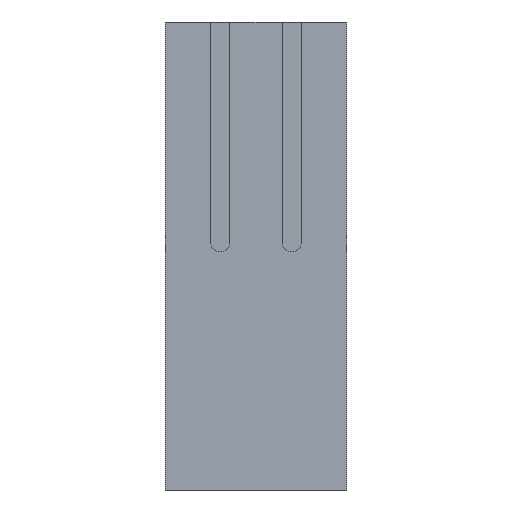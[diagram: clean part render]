
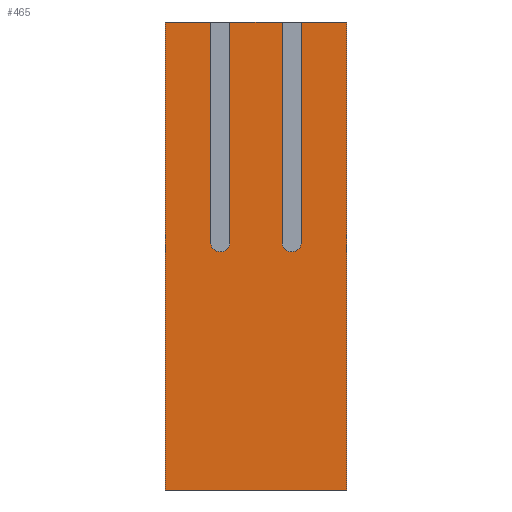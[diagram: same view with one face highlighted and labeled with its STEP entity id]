
A CAD part, left-side view. The second image highlights one B-rep face of the part: STEP entity #465.
In plain terms, the highlighted planar face has unit normal (-1, 0, 0).
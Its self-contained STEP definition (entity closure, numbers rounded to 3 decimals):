
#15=CIRCLE('',#486,1.75);
#17=CIRCLE('',#490,1.75);
#59=FACE_OUTER_BOUND('',#83,.T.);
#83=EDGE_LOOP('',(#403,#404,#405,#406,#407,#408,#409,#410,#411,#412,#413,
#414));
#87=LINE('',#659,#137);
#91=LINE('',#668,#141);
#98=LINE('',#690,#148);
#101=LINE('',#696,#151);
#105=LINE('',#703,#155);
#106=LINE('',#705,#156);
#114=LINE('',#724,#164);
#117=LINE('',#737,#167);
#125=LINE('',#756,#175);
#131=LINE('',#777,#181);
#137=VECTOR('',#527,10.);
#141=VECTOR('',#533,10.);
#148=VECTOR('',#556,10.);
#151=VECTOR('',#561,10.);
#155=VECTOR('',#569,10.);
#156=VECTOR('',#570,10.);
#164=VECTOR('',#582,10.);
#167=VECTOR('',#593,10.);
#175=VECTOR('',#609,10.);
#181=VECTOR('',#635,10.);
#187=VERTEX_POINT('',#657);
#188=VERTEX_POINT('',#658);
#191=VERTEX_POINT('',#666);
#192=VERTEX_POINT('',#667);
#195=VERTEX_POINT('',#680);
#196=VERTEX_POINT('',#681);
#199=VERTEX_POINT('',#689);
#201=VERTEX_POINT('',#695);
#203=VERTEX_POINT('',#704);
#212=VERTEX_POINT('',#722);
#217=VERTEX_POINT('',#735);
#218=VERTEX_POINT('',#736);
#231=EDGE_CURVE('',#187,#188,#87,.T.);
#235=EDGE_CURVE('',#191,#192,#91,.T.);
#239=EDGE_CURVE('',#188,#191,#15,.T.);
#242=EDGE_CURVE('',#195,#196,#17,.T.);
#246=EDGE_CURVE('',#199,#195,#98,.T.);
#249=EDGE_CURVE('',#196,#201,#101,.T.);
#253=EDGE_CURVE('',#187,#201,#105,.T.);
#254=EDGE_CURVE('',#199,#203,#106,.T.);
#264=EDGE_CURVE('',#212,#192,#114,.T.);
#269=EDGE_CURVE('',#217,#218,#117,.T.);
#280=EDGE_CURVE('',#218,#203,#125,.T.);
#291=EDGE_CURVE('',#217,#212,#131,.T.);
#403=ORIENTED_EDGE('',*,*,#235,.T.);
#404=ORIENTED_EDGE('',*,*,#264,.F.);
#405=ORIENTED_EDGE('',*,*,#291,.F.);
#406=ORIENTED_EDGE('',*,*,#269,.T.);
#407=ORIENTED_EDGE('',*,*,#280,.T.);
#408=ORIENTED_EDGE('',*,*,#254,.F.);
#409=ORIENTED_EDGE('',*,*,#246,.T.);
#410=ORIENTED_EDGE('',*,*,#242,.T.);
#411=ORIENTED_EDGE('',*,*,#249,.T.);
#412=ORIENTED_EDGE('',*,*,#253,.F.);
#413=ORIENTED_EDGE('',*,*,#231,.T.);
#414=ORIENTED_EDGE('',*,*,#239,.T.);
#441=PLANE('',#519);
#465=ADVANCED_FACE('',(#59),#441,.T.);
#486=AXIS2_PLACEMENT_3D('',#675,#539,#540);
#490=AXIS2_PLACEMENT_3D('',#682,#548,#549);
#519=AXIS2_PLACEMENT_3D('',#785,#646,#647);
#527=DIRECTION('',(0.,0.,-1.));
#533=DIRECTION('',(0.,0.,1.));
#539=DIRECTION('center_axis',(1.,0.,0.));
#540=DIRECTION('ref_axis',(0.,0.,1.));
#548=DIRECTION('center_axis',(1.,0.,0.));
#549=DIRECTION('ref_axis',(0.,0.,1.));
#556=DIRECTION('',(0.,0.,-1.));
#561=DIRECTION('',(0.,0.,1.));
#569=DIRECTION('',(0.,-1.,0.));
#570=DIRECTION('',(0.,-1.,0.));
#582=DIRECTION('',(0.,-1.,0.));
#593=DIRECTION('',(0.,-1.,0.));
#609=DIRECTION('',(0.,0.,1.));
#635=DIRECTION('',(0.,0.,1.));
#646=DIRECTION('center_axis',(-1.,0.,0.));
#647=DIRECTION('ref_axis',(0.,-1.,0.));
#657=CARTESIAN_POINT('',(0.,21.25,85.));
#658=CARTESIAN_POINT('',(0.,21.25,45.));
#659=CARTESIAN_POINT('',(0.,21.25,42.5));
#666=CARTESIAN_POINT('',(0.,24.75,45.));
#667=CARTESIAN_POINT('',(0.,24.75,85.));
#668=CARTESIAN_POINT('',(0.,24.75,22.5));
#675=CARTESIAN_POINT('Origin',(0.,23.,45.));
#680=CARTESIAN_POINT('',(0.,8.25,45.));
#681=CARTESIAN_POINT('',(0.,11.75,45.));
#682=CARTESIAN_POINT('Origin',(0.,10.,45.));
#689=CARTESIAN_POINT('',(0.,8.25,85.));
#690=CARTESIAN_POINT('',(0.,8.25,42.5));
#695=CARTESIAN_POINT('',(0.,11.75,85.));
#696=CARTESIAN_POINT('',(0.,11.75,22.5));
#703=CARTESIAN_POINT('',(0.,33.,85.));
#704=CARTESIAN_POINT('',(0.,0.,85.));
#705=CARTESIAN_POINT('',(0.,33.,85.));
#722=CARTESIAN_POINT('',(0.,33.,85.));
#724=CARTESIAN_POINT('',(0.,33.,85.));
#735=CARTESIAN_POINT('',(0.,33.,0.));
#736=CARTESIAN_POINT('',(0.,0.,0.));
#737=CARTESIAN_POINT('',(0.,13.5,0.));
#756=CARTESIAN_POINT('',(0.,0.,0.));
#777=CARTESIAN_POINT('',(0.,33.,0.));
#785=CARTESIAN_POINT('Origin',(0.,33.,0.));
